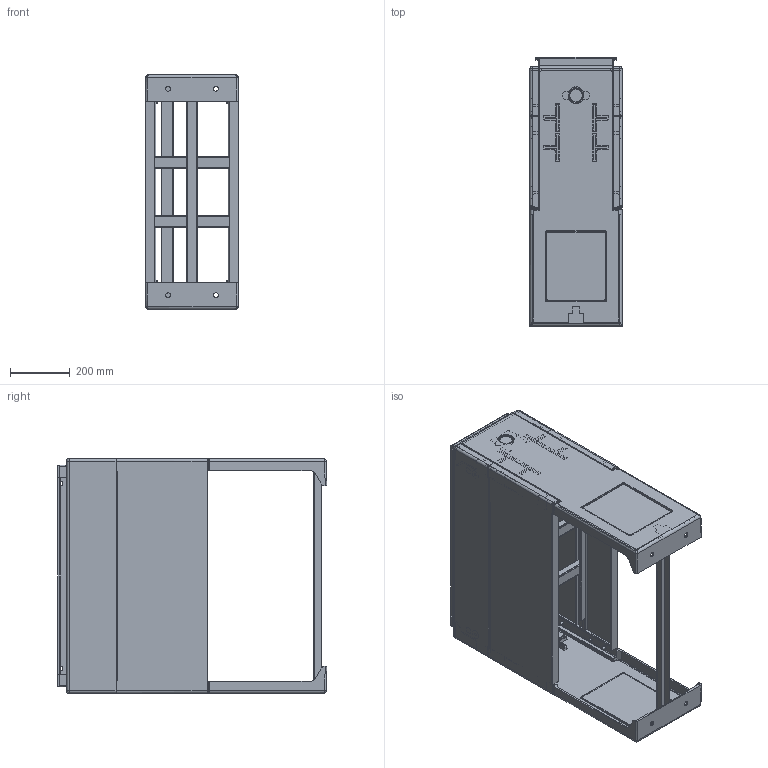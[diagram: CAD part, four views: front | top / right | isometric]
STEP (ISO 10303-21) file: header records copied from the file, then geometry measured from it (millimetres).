
FILE_DESCRIPTION(('STEP AP242'),'1');
FILE_NAME('nsyzhpla73g.stp','2020-10-09T08:35:30',('TraceParts'),('TraceParts S.A.'),'Spatial InterOp 3D',' ',' ');
FILE_SCHEMA(('AP242_MANAGED_MODEL_BASED_3D_ENGINEERING_MIM_LF {1 0 10303 442 1 1 4}'));
Length unit declared in the file: millimetre
Products named in the file (1): nsyzhpla73g_1
Bounding box: 310 x 900 x 785 mm (x, y, z)
Volume: 6958853.4 mm3; surface area: 3968360.1 mm2
Topology: 12 solids, 16 shells, 3034 faces, 7508 edges, 4554 vertices
Faces by surface type: cylinder 1234, plane 1024, bspline 466, cone 140, torus 102, sphere 68
Entity records: 117923 total; most frequent: CARTESIAN_POINT 50430, ORIENTED_EDGE 14992, DIRECTION 12644, EDGE_CURVE 7496, VERTEX_POINT 4554, AXIS2_PLACEMENT_3D 4314, LINE 4016, VECTOR 4016
